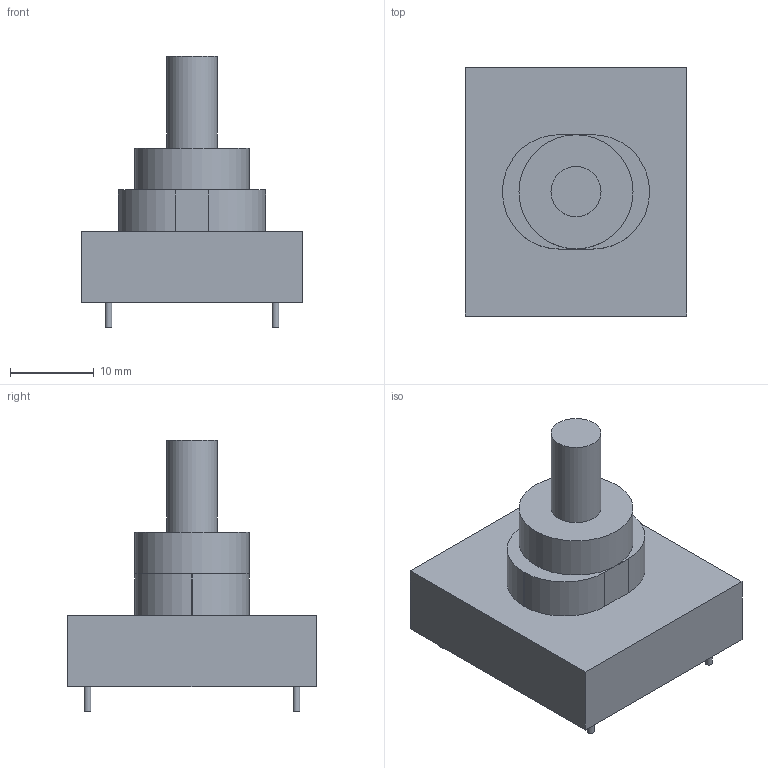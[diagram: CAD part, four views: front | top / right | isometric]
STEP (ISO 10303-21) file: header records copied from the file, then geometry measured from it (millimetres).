
FILE_DESCRIPTION(/* description */ (''),/* implementation_level */ '2;1');
FILE_NAME(/* name */ 'Encoder.stp',/* time_stamp */ '2021-07-01T21:52:10+02:00',/* author */ ('10300812'),/* organization */ (''),/* preprocessor_version */ 'ST-DEVELOPER v18',/* originating_system */ 'Autodesk Inventor 2020',/* authorisation */ '');
FILE_SCHEMA (('AUTOMOTIVE_DESIGN { 1 0 10303 214 3 1 1 }'));
Length unit declared in the file: millimetre
Products named in the file (1): Encoder
Bounding box: 26.5 x 29.7 x 32.5 mm (x, y, z)
Volume: 8745.8 mm3; surface area: 3236 mm2
Topology: 1 solids, 1 shells, 27 faces, 66 edges, 48 vertices
Faces by surface type: plane 17, cylinder 10
Full cylindrical faces by diameter (mm): 0.8 x4, 6 x1, 13.65 x1
Entity records: 897 total; most frequent: DIRECTION 154, CARTESIAN_POINT 142, ORIENTED_EDGE 132, EDGE_CURVE 66, AXIS2_PLACEMENT_3D 60, VERTEX_POINT 48, EDGE_LOOP 34, LINE 34
